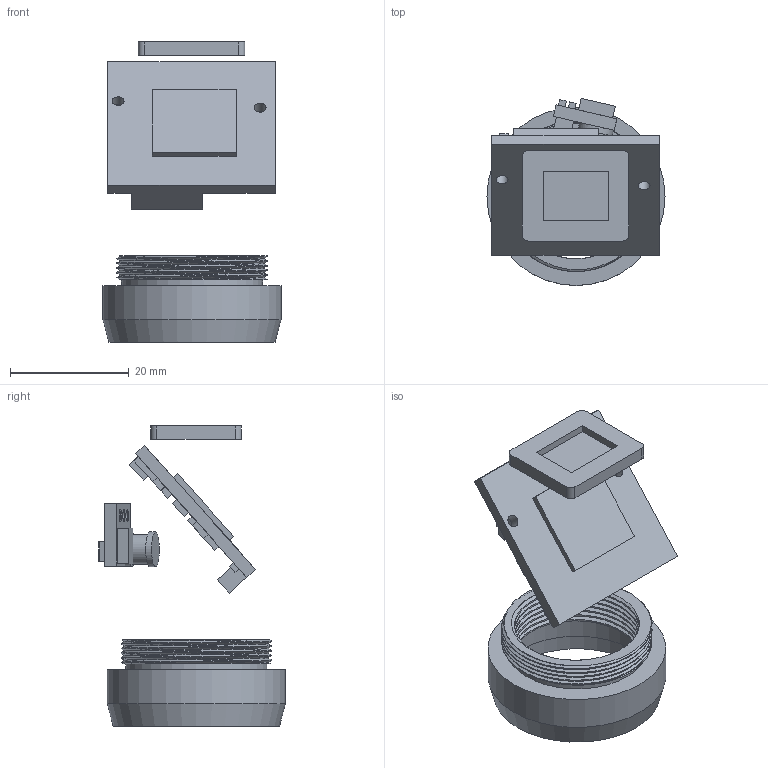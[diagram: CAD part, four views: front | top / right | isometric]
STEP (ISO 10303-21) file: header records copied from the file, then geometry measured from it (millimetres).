
FILE_DESCRIPTION(/* description */ (''),/* implementation_level */ '2;1');
FILE_NAME(/* name */ 'boost, display, driver, CS mount.step',/* time_stamp */ '2022-11-13T02:22:59-05:00',/* author */ (''),/* organization */ (''),/* preprocessor_version */ 'ST-DEVELOPER v19.2',/* originating_system */ 'Autodesk Translation Framework v11.17.0.187',/* authorisation */ '');
FILE_SCHEMA (('AUTOMOTIVE_DESIGN { 1 0 10303 214 3 1 1 }'));
Length unit declared in the file: millimetre
Products named in the file (5): boost converter; Component11; Driver; EXEXDriver and display (1); lcd
Assembly tree (4 placements, depth 2):
  boost converter
    Component11
    Driver
    EXEXDriver and display (1)
    lcd
Bounding box: 30 x 31.47 x 50.56 mm (x, y, z)
Volume: 5444.7 mm3; surface area: 6971.4 mm2
Topology: 4 solids, 4 shells, 292 faces, 738 edges, 489 vertices
Faces by surface type: plane 175, bspline 67, cylinder 49, cone 1
Full cylindrical faces by diameter (mm): 1.5 x3, 2 x6, 5 x1, 5.824 x2, 21.035 x6, 22.152 x6, 23.77 x1, 24.455 x4, 25.324 x5, 25.4 x1, 26.5 x1, 30 x1
Entity records: 13151 total; most frequent: CARTESIAN_POINT 6281, ORIENTED_EDGE 1476, DIRECTION 1069, EDGE_CURVE 738, LINE 495, VECTOR 495, VERTEX_POINT 489, EDGE_LOOP 340
